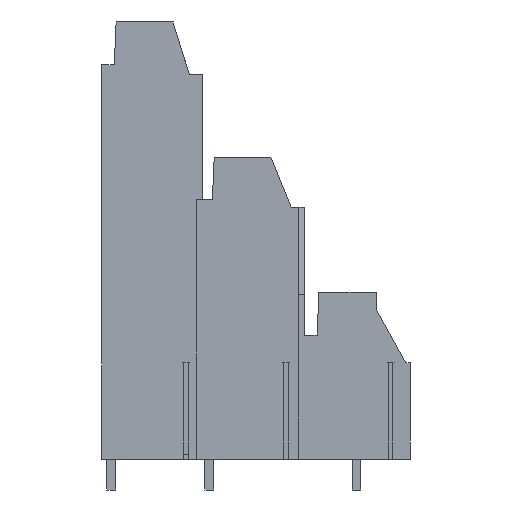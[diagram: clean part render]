
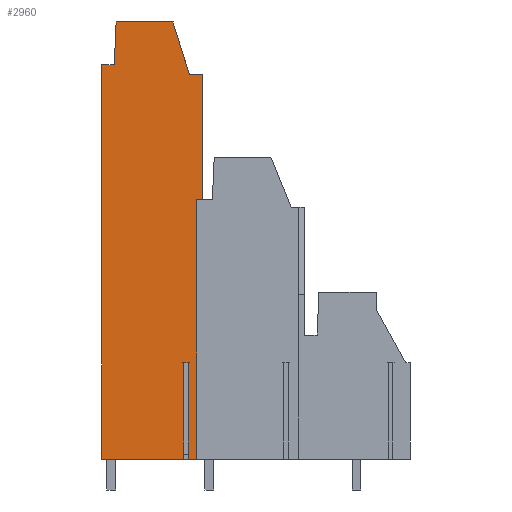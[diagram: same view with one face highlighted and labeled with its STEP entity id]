
A CAD part, left-side view. The second image highlights one B-rep face of the part: STEP entity #2960.
In plain terms, the highlighted planar face has unit normal (-1, 0, 0).
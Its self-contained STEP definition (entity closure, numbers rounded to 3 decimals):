
#2876=AXIS2_PLACEMENT_3D('Plane Axis2P3D',#2873,#2874,#2875) ;
#1968=CARTESIAN_POINT('Vertex',(2.54,22.131,3.2)) ;
#1971=CARTESIAN_POINT('Line Origine',(2.54,22.578,3.2)) ;
#1975=CARTESIAN_POINT('Vertex',(2.54,23.025,3.2)) ;
#2024=CARTESIAN_POINT('Vertex',(2.54,23.475,3.2)) ;
#2027=CARTESIAN_POINT('Line Origine',(2.54,27.738,3.2)) ;
#2031=CARTESIAN_POINT('Vertex',(2.54,32.,3.2)) ;
#2830=CARTESIAN_POINT('Vertex',(2.54,23.025,13.2)) ;
#2833=CARTESIAN_POINT('Line Origine',(2.54,23.25,13.2)) ;
#2837=CARTESIAN_POINT('Vertex',(2.54,23.475,13.2)) ;
#2861=CARTESIAN_POINT('Line Origine',(2.54,23.025,8.2)) ;
#2873=CARTESIAN_POINT('Axis2P3D Location',(2.54,21.84,31.2)) ;
#2878=CARTESIAN_POINT('Line Origine',(2.54,22.131,16.625)) ;
#2882=CARTESIAN_POINT('Vertex',(2.54,22.131,30.05)) ;
#2885=CARTESIAN_POINT('Line Origine',(2.54,21.811,30.05)) ;
#2889=CARTESIAN_POINT('Vertex',(2.54,21.49,30.05)) ;
#2892=CARTESIAN_POINT('Line Origine',(2.54,21.49,36.525)) ;
#2896=CARTESIAN_POINT('Vertex',(2.54,21.49,43.)) ;
#2899=CARTESIAN_POINT('Line Origine',(2.54,22.194,43.)) ;
#2903=CARTESIAN_POINT('Vertex',(2.54,22.898,43.)) ;
#2906=CARTESIAN_POINT('Line Origine',(2.54,23.745,45.735)) ;
#2910=CARTESIAN_POINT('Vertex',(2.54,24.592,48.47)) ;
#2913=CARTESIAN_POINT('Line Origine',(2.54,27.54,48.47)) ;
#2917=CARTESIAN_POINT('Vertex',(2.54,30.488,48.47)) ;
#2920=CARTESIAN_POINT('Line Origine',(2.54,30.584,46.26)) ;
#2924=CARTESIAN_POINT('Vertex',(2.54,30.681,44.05)) ;
#2927=CARTESIAN_POINT('Line Origine',(2.54,31.34,44.05)) ;
#2931=CARTESIAN_POINT('Vertex',(2.54,32.,44.05)) ;
#2934=CARTESIAN_POINT('Line Origine',(2.54,32.,23.625)) ;
#2939=CARTESIAN_POINT('Line Origine',(2.54,23.475,8.2)) ;
#1972=DIRECTION('Vector Direction',(0.,1.,0.)) ;
#2028=DIRECTION('Vector Direction',(0.,1.,0.)) ;
#2834=DIRECTION('Vector Direction',(0.,-1.,0.)) ;
#2862=DIRECTION('Vector Direction',(0.,0.,1.)) ;
#2874=DIRECTION('Axis2P3D Direction',(1.,0.,0.)) ;
#2875=DIRECTION('Axis2P3D XDirection',(0.,1.,0.)) ;
#2879=DIRECTION('Vector Direction',(0.,0.,-1.)) ;
#2886=DIRECTION('Vector Direction',(0.,1.,0.)) ;
#2893=DIRECTION('Vector Direction',(0.,0.,1.)) ;
#2900=DIRECTION('Vector Direction',(0.,-1.,0.)) ;
#2907=DIRECTION('Vector Direction',(0.,-0.296,-0.955)) ;
#2914=DIRECTION('Vector Direction',(0.,1.,0.)) ;
#2921=DIRECTION('Vector Direction',(0.,-0.044,0.999)) ;
#2928=DIRECTION('Vector Direction',(0.,-1.,0.)) ;
#2935=DIRECTION('Vector Direction',(0.,0.,1.)) ;
#2940=DIRECTION('Vector Direction',(0.,0.,1.)) ;
#1973=VECTOR('Line Direction',#1972,1.) ;
#2029=VECTOR('Line Direction',#2028,1.) ;
#2835=VECTOR('Line Direction',#2834,1.) ;
#2863=VECTOR('Line Direction',#2862,1.) ;
#2880=VECTOR('Line Direction',#2879,1.) ;
#2887=VECTOR('Line Direction',#2886,1.) ;
#2894=VECTOR('Line Direction',#2893,1.) ;
#2901=VECTOR('Line Direction',#2900,1.) ;
#2908=VECTOR('Line Direction',#2907,1.) ;
#2915=VECTOR('Line Direction',#2914,1.) ;
#2922=VECTOR('Line Direction',#2921,1.) ;
#2929=VECTOR('Line Direction',#2928,1.) ;
#2936=VECTOR('Line Direction',#2935,1.) ;
#2941=VECTOR('Line Direction',#2940,1.) ;
#2945=ORIENTED_EDGE('',*,*,#2884,.F.) ;
#2946=ORIENTED_EDGE('',*,*,#2891,.F.) ;
#2947=ORIENTED_EDGE('',*,*,#2898,.T.) ;
#2948=ORIENTED_EDGE('',*,*,#2905,.F.) ;
#2949=ORIENTED_EDGE('',*,*,#2912,.F.) ;
#2950=ORIENTED_EDGE('',*,*,#2919,.T.) ;
#2951=ORIENTED_EDGE('',*,*,#2926,.F.) ;
#2952=ORIENTED_EDGE('',*,*,#2933,.F.) ;
#2953=ORIENTED_EDGE('',*,*,#2938,.F.) ;
#2954=ORIENTED_EDGE('',*,*,#2033,.F.) ;
#2955=ORIENTED_EDGE('',*,*,#2943,.T.) ;
#2956=ORIENTED_EDGE('',*,*,#2839,.T.) ;
#2957=ORIENTED_EDGE('',*,*,#2865,.F.) ;
#2958=ORIENTED_EDGE('',*,*,#1977,.F.) ;
#2960=ADVANCED_FACE('housing',(#2959),#2877,.F.) ;
#1977=EDGE_CURVE('',#1969,#1976,#1974,.T.) ;
#2033=EDGE_CURVE('',#2025,#2032,#2030,.T.) ;
#2839=EDGE_CURVE('',#2838,#2831,#2836,.T.) ;
#2865=EDGE_CURVE('',#1976,#2831,#2864,.T.) ;
#2884=EDGE_CURVE('',#2883,#1969,#2881,.T.) ;
#2891=EDGE_CURVE('',#2890,#2883,#2888,.T.) ;
#2898=EDGE_CURVE('',#2890,#2897,#2895,.T.) ;
#2905=EDGE_CURVE('',#2904,#2897,#2902,.T.) ;
#2912=EDGE_CURVE('',#2911,#2904,#2909,.T.) ;
#2919=EDGE_CURVE('',#2911,#2918,#2916,.T.) ;
#2926=EDGE_CURVE('',#2925,#2918,#2923,.T.) ;
#2933=EDGE_CURVE('',#2932,#2925,#2930,.T.) ;
#2938=EDGE_CURVE('',#2032,#2932,#2937,.T.) ;
#2943=EDGE_CURVE('',#2025,#2838,#2942,.T.) ;
#2944=EDGE_LOOP('',(#2945,#2946,#2947,#2948,#2949,#2950,#2951,#2952,#2953,#2954,#2955,#2956,#2957,#2958)) ;
#2959=FACE_OUTER_BOUND('',#2944,.T.) ;
#1974=LINE('Line',#1971,#1973) ;
#2030=LINE('Line',#2027,#2029) ;
#2836=LINE('Line',#2833,#2835) ;
#2864=LINE('Line',#2861,#2863) ;
#2881=LINE('Line',#2878,#2880) ;
#2888=LINE('Line',#2885,#2887) ;
#2895=LINE('Line',#2892,#2894) ;
#2902=LINE('Line',#2899,#2901) ;
#2909=LINE('Line',#2906,#2908) ;
#2916=LINE('Line',#2913,#2915) ;
#2923=LINE('Line',#2920,#2922) ;
#2930=LINE('Line',#2927,#2929) ;
#2937=LINE('Line',#2934,#2936) ;
#2942=LINE('Line',#2939,#2941) ;
#2877=PLANE('',#2876) ;
#1969=VERTEX_POINT('',#1968) ;
#1976=VERTEX_POINT('',#1975) ;
#2025=VERTEX_POINT('',#2024) ;
#2032=VERTEX_POINT('',#2031) ;
#2831=VERTEX_POINT('',#2830) ;
#2838=VERTEX_POINT('',#2837) ;
#2883=VERTEX_POINT('',#2882) ;
#2890=VERTEX_POINT('',#2889) ;
#2897=VERTEX_POINT('',#2896) ;
#2904=VERTEX_POINT('',#2903) ;
#2911=VERTEX_POINT('',#2910) ;
#2918=VERTEX_POINT('',#2917) ;
#2925=VERTEX_POINT('',#2924) ;
#2932=VERTEX_POINT('',#2931) ;
